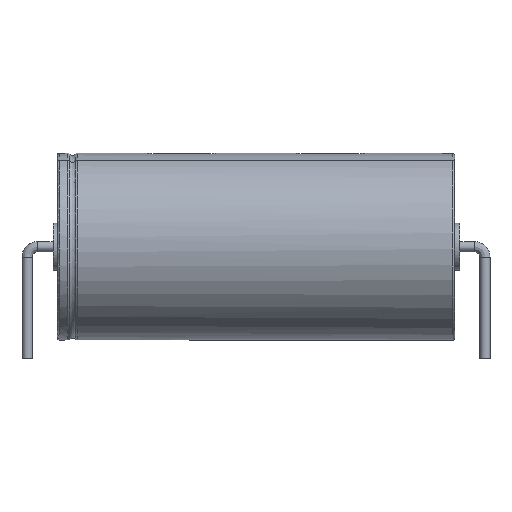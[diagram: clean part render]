
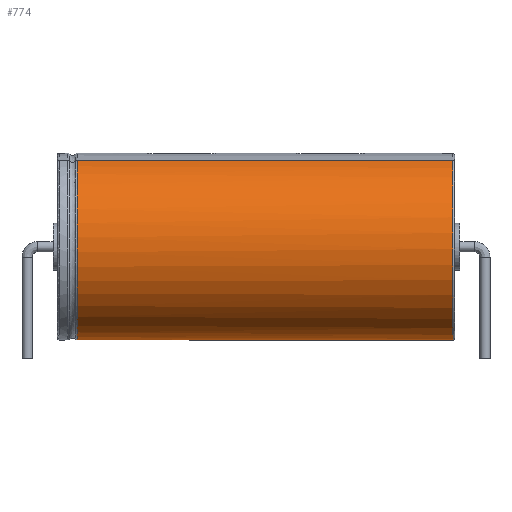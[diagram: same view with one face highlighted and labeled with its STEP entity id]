
A CAD part, front view. The second image highlights one B-rep face of the part: STEP entity #774.
In plain terms, the highlighted cylindrical face has radius 10 mm (diameter 20 mm), a partial arc.
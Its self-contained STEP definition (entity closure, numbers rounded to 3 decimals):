
#138=VERTEX_POINT('',#139);
#139=CARTESIAN_POINT('',(45.55,-3.827,19.239));
#145=EDGE_CURVE('',#146,#138,#148,.T.);
#146=VERTEX_POINT('',#147);
#147=CARTESIAN_POINT('',(5.385,-3.827,19.239));
#148=LINE('',#149,#150);
#149=CARTESIAN_POINT('',(5.25,-3.827,19.239));
#150=VECTOR('',#151,1.);
#151=DIRECTION('',(1.,0.,0.));
#194=DIRECTION('',(-1.,0.,0.));
#364=VERTEX_POINT('',#365);
#365=CARTESIAN_POINT('',(45.55,3.827,19.239));
#369=DIRECTION('',(0.,0.383,0.924));
#370=ORIENTED_EDGE('',*,*,#371,.F.);
#371=EDGE_CURVE('',#372,#364,#374,.T.);
#372=VERTEX_POINT('',#373);
#373=CARTESIAN_POINT('',(5.385,3.827,19.239));
#374=LINE('',#375,#150);
#375=CARTESIAN_POINT('',(5.25,3.827,19.239));
#700=ORIENTED_EDGE('',*,*,#701,.T.);
#701=EDGE_CURVE('',#372,#146,#702,.T.);
#702=B_SPLINE_CURVE_WITH_KNOTS('',12,(#703,#704,#705,#706,#707,#708,#709,#710,#711,#712,#713,#714,#715,#716,#717,#718,#719,#720,#721,#722,#723,#724,#725,#726,#727,#728,#729,#730,#731,#732,#733,#734,#735,#736,#737),.UNSPECIFIED.,.F.,.F.,(13,11,11,13),(-2.342,0.,54.978,57.32),.UNSPECIFIED.);
#703=CARTESIAN_POINT('',(5.385,1.663,20.135));
#704=CARTESIAN_POINT('',(5.385,1.844,20.06));
#705=CARTESIAN_POINT('',(5.385,2.026,19.985));
#706=CARTESIAN_POINT('',(5.385,2.207,19.91));
#707=CARTESIAN_POINT('',(5.385,2.388,19.835));
#708=CARTESIAN_POINT('',(5.385,2.568,19.76));
#709=CARTESIAN_POINT('',(5.385,2.749,19.685));
#710=CARTESIAN_POINT('',(5.385,2.929,19.611));
#711=CARTESIAN_POINT('',(5.385,3.109,19.536));
#712=CARTESIAN_POINT('',(5.385,3.289,19.462));
#713=CARTESIAN_POINT('',(5.385,3.468,19.387));
#714=CARTESIAN_POINT('',(5.385,3.648,19.313));
#715=CARTESIAN_POINT('',(5.385,8.03,17.498));
#716=CARTESIAN_POINT('',(5.385,11.434,13.643));
#717=CARTESIAN_POINT('',(5.385,12.782,8.078));
#718=CARTESIAN_POINT('',(5.385,11.028,2.111));
#719=CARTESIAN_POINT('',(5.385,6.651,-2.331));
#720=CARTESIAN_POINT('',(5.385,0.,-4.558));
#721=CARTESIAN_POINT('',(5.385,-6.651,-2.331));
#722=CARTESIAN_POINT('',(5.385,-11.028,2.111));
#723=CARTESIAN_POINT('',(5.385,-12.782,8.078));
#724=CARTESIAN_POINT('',(5.385,-11.434,13.643));
#725=CARTESIAN_POINT('',(5.385,-8.03,17.498));
#726=CARTESIAN_POINT('',(5.385,-3.648,19.313));
#727=CARTESIAN_POINT('',(5.385,-3.468,19.387));
#728=CARTESIAN_POINT('',(5.385,-3.289,19.462));
#729=CARTESIAN_POINT('',(5.385,-3.109,19.536));
#730=CARTESIAN_POINT('',(5.385,-2.929,19.611));
#731=CARTESIAN_POINT('',(5.385,-2.749,19.685));
#732=CARTESIAN_POINT('',(5.385,-2.568,19.76));
#733=CARTESIAN_POINT('',(5.385,-2.388,19.835));
#734=CARTESIAN_POINT('',(5.385,-2.207,19.91));
#735=CARTESIAN_POINT('',(5.385,-2.026,19.985));
#736=CARTESIAN_POINT('',(5.385,-1.844,20.06));
#737=CARTESIAN_POINT('',(5.385,-1.663,20.135));
#774=ADVANCED_FACE('',(#775),#783,.T.);
#775=FACE_BOUND('',#776,.F.);
#776=EDGE_LOOP('',(#370,#700,#777,#778));
#777=ORIENTED_EDGE('',*,*,#145,.T.);
#778=ORIENTED_EDGE('',*,*,#779,.F.);
#779=EDGE_CURVE('',#364,#138,#780,.T.);
#780=CIRCLE('',#781,10.);
#781=AXIS2_PLACEMENT_3D('',#782,#194,#369);
#782=CARTESIAN_POINT('',(45.55,0.,10.));
#783=CYLINDRICAL_SURFACE('',#784,10.);
#784=AXIS2_PLACEMENT_3D('',#785,#151,#369);
#785=CARTESIAN_POINT('',(5.25,0.,10.));
